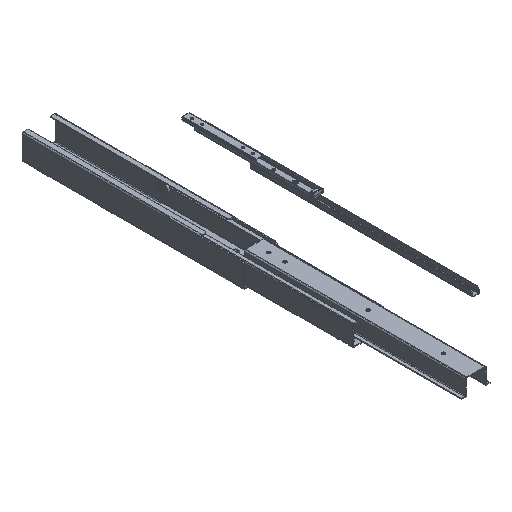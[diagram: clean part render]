
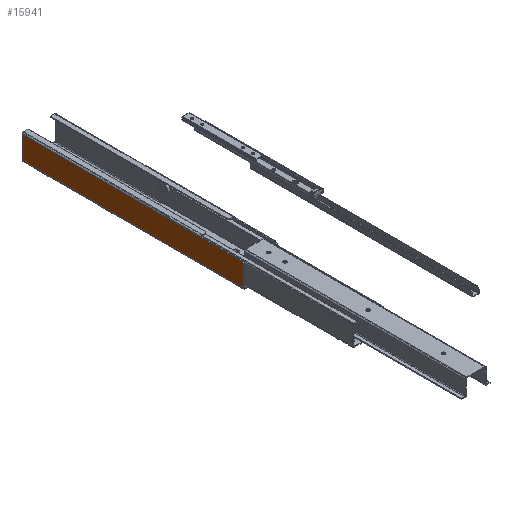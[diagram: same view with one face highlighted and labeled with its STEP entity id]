
A CAD part, isometric view. The second image highlights one B-rep face of the part: STEP entity #15941.
In plain terms, the highlighted planar face has unit normal (-1, 0, 0).
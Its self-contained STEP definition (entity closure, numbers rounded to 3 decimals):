
#2080=FACE_OUTER_BOUND('',#3039,.T.);
#3039=EDGE_LOOP('',(#12798,#12799,#12800,#12801,#12802,#12803,#12804,#12805,
#12806));
#4318=LINE('',#26659,#5667);
#4338=LINE('',#26714,#5687);
#4340=LINE('',#26723,#5689);
#4344=LINE('',#26731,#5693);
#4347=LINE('',#26736,#5696);
#4348=LINE('',#26738,#5697);
#4349=LINE('',#26740,#5698);
#4350=LINE('',#26742,#5699);
#4351=LINE('',#26743,#5700);
#5667=VECTOR('',#20627,10.);
#5687=VECTOR('',#20681,10.);
#5689=VECTOR('',#20691,10.);
#5693=VECTOR('',#20697,10.);
#5696=VECTOR('',#20702,10.);
#5697=VECTOR('',#20703,10.);
#5698=VECTOR('',#20704,10.);
#5699=VECTOR('',#20705,10.);
#5700=VECTOR('',#20706,10.);
#7112=VERTEX_POINT('',#26656);
#7113=VERTEX_POINT('',#26658);
#7131=VERTEX_POINT('',#26713);
#7133=VERTEX_POINT('',#26721);
#7134=VERTEX_POINT('',#26722);
#7137=VERTEX_POINT('',#26730);
#7139=VERTEX_POINT('',#26737);
#7140=VERTEX_POINT('',#26739);
#7141=VERTEX_POINT('',#26741);
#9105=EDGE_CURVE('',#7113,#7112,#4318,.T.);
#9134=EDGE_CURVE('',#7131,#7113,#4338,.T.);
#9138=EDGE_CURVE('',#7133,#7134,#4340,.T.);
#9142=EDGE_CURVE('',#7134,#7137,#4344,.T.);
#9145=EDGE_CURVE('',#7137,#7131,#4347,.T.);
#9146=EDGE_CURVE('',#7112,#7139,#4348,.T.);
#9147=EDGE_CURVE('',#7140,#7139,#4349,.T.);
#9148=EDGE_CURVE('',#7141,#7140,#4350,.T.);
#9149=EDGE_CURVE('',#7141,#7133,#4351,.T.);
#12798=ORIENTED_EDGE('',*,*,#9138,.T.);
#12799=ORIENTED_EDGE('',*,*,#9142,.T.);
#12800=ORIENTED_EDGE('',*,*,#9145,.T.);
#12801=ORIENTED_EDGE('',*,*,#9134,.T.);
#12802=ORIENTED_EDGE('',*,*,#9105,.T.);
#12803=ORIENTED_EDGE('',*,*,#9146,.T.);
#12804=ORIENTED_EDGE('',*,*,#9147,.F.);
#12805=ORIENTED_EDGE('',*,*,#9148,.F.);
#12806=ORIENTED_EDGE('',*,*,#9149,.T.);
#15223=PLANE('',#17298);
#15941=ADVANCED_FACE('',(#2080),#15223,.T.);
#17298=AXIS2_PLACEMENT_3D('',#26735,#20700,#20701);
#20627=DIRECTION('',(0.,0.,-1.));
#20681=DIRECTION('',(0.,1.,0.));
#20691=DIRECTION('',(0.,0.,-1.));
#20697=DIRECTION('',(0.,1.,0.));
#20700=DIRECTION('center_axis',(-1.,0.,0.));
#20701=DIRECTION('ref_axis',(0.,-1.,0.));
#20702=DIRECTION('',(0.,0.,1.));
#20703=DIRECTION('',(0.,-1.,0.));
#20704=DIRECTION('',(0.,0.,-1.));
#20705=DIRECTION('',(0.,-0.707,-0.707));
#20706=DIRECTION('',(0.,1.,0.));
#26656=CARTESIAN_POINT('',(-54.,705.,7.));
#26658=CARTESIAN_POINT('',(-54.,705.,78.));
#26659=CARTESIAN_POINT('',(-54.,705.,82.5));
#26713=CARTESIAN_POINT('',(-54.,140.,78.));
#26714=CARTESIAN_POINT('',(-54.,72.5,78.));
#26721=CARTESIAN_POINT('',(-54.,139.99,79.3));
#26722=CARTESIAN_POINT('',(-54.,139.99,77.99));
#26723=CARTESIAN_POINT('',(-54.,139.99,80.9));
#26730=CARTESIAN_POINT('',(-54.,140.,77.99));
#26731=CARTESIAN_POINT('',(-54.,72.495,77.99));
#26735=CARTESIAN_POINT('Origin',(-54.,5.,82.5));
#26736=CARTESIAN_POINT('',(-54.,140.,80.245));
#26737=CARTESIAN_POINT('',(-54.,5.,7.));
#26738=CARTESIAN_POINT('',(-54.,180.,7.));
#26739=CARTESIAN_POINT('',(-54.,5.,74.3));
#26740=CARTESIAN_POINT('',(-54.,5.,82.5));
#26741=CARTESIAN_POINT('',(-54.,10.,79.3));
#26742=CARTESIAN_POINT('',(-54.,8.3,77.6));
#26743=CARTESIAN_POINT('',(-54.,-6.689,79.3));
